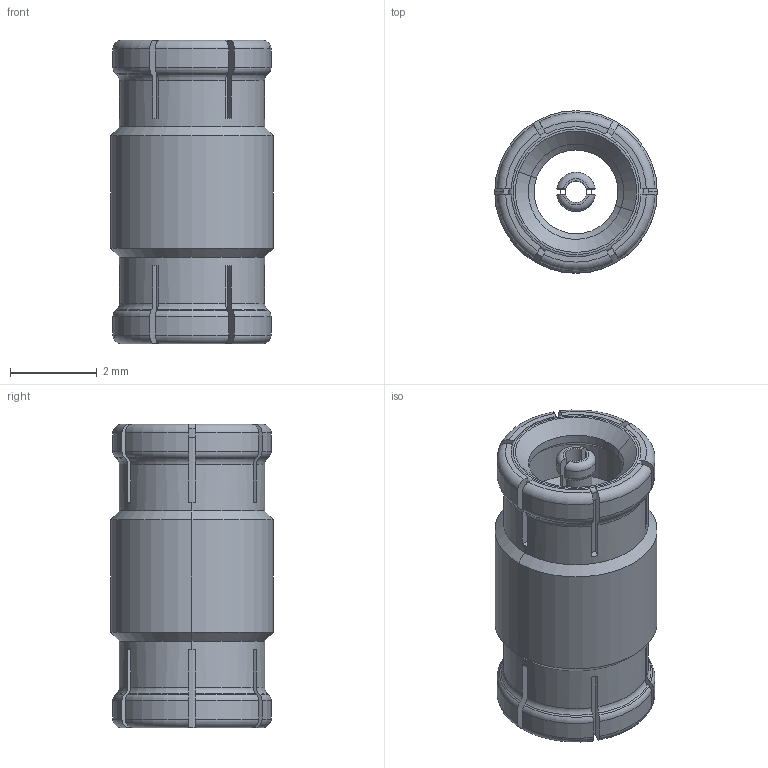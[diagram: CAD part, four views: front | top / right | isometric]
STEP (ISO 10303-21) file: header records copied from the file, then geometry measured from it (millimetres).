
FILE_DESCRIPTION (( 'STEP AP214' ), '1' );
FILE_NAME ('51-514-D3.STEP', '2024-09-06T09:07:45', ( '' ), ( '' ), 'SwSTEP 2.0', 'SolidWorks 2024', '' );
FILE_SCHEMA (( 'AUTOMOTIVE_DESIGN' ));
Length unit declared in the file: millimetre
Products named in the file (1): 51-514-D3
Bounding box: 3.75 x 3.75 x 7 mm (x, y, z)
Surface area: 262.2 mm2 (no closed solid volume)
Topology: 0 solids, 5 shells, 177 faces, 516 edges, 338 vertices
Faces by surface type: plane 63, cylinder 46, torus 46, cone 22
Entity records: 6210 total; most frequent: CARTESIAN_POINT 1572, ORIENTED_EDGE 988, DIRECTION 964, EDGE_CURVE 516, AXIS2_PLACEMENT_3D 382, VERTEX_POINT 338, CIRCLE 204, LINE 200
